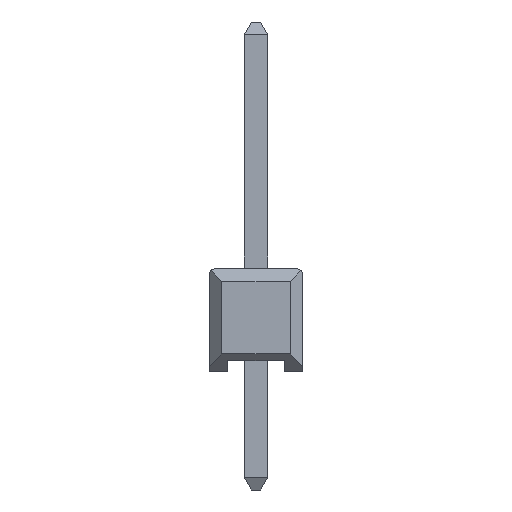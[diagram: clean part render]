
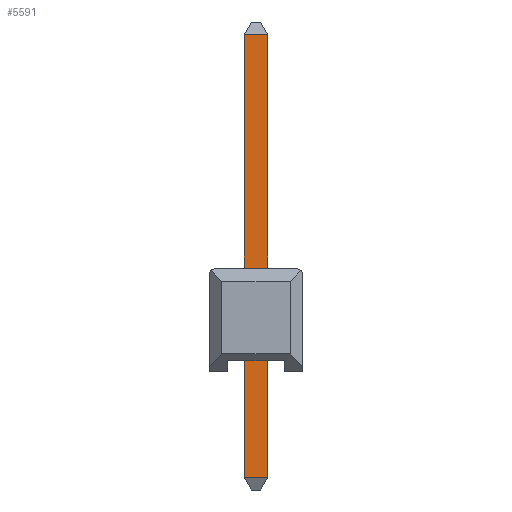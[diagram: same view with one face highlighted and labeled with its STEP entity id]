
A CAD part, front view. The second image highlights one B-rep face of the part: STEP entity #5591.
In plain terms, the highlighted free-form (B-spline) face has degree [1, 1] with [2, 2] control points.
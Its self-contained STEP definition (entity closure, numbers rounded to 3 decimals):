
#4853 = B_SPLINE_SURFACE_WITH_KNOTS('',1,1,(
    (#4854,#4855)
    ,(#4856,#4857
    )),.UNSPECIFIED.,.F.,.F.,.F.,(2,2),(2,2),(0.01,
    0.4),(-0.64,-0.01),.PIECEWISE_BEZIER_KNOTS.);
#4854 = CARTESIAN_POINT('',(0.315,-25.525,-3.2)
  );
#4855 = CARTESIAN_POINT('',(-0.315,-25.525,-3.2)
  );
#4856 = CARTESIAN_POINT('',(0.315,-25.715,-2.86)
  );
#4857 = CARTESIAN_POINT('',(-0.315,-25.715,-2.86)
  );
#4891 = VERTEX_POINT('',#4892);
#4892 = CARTESIAN_POINT('',(-0.315,-25.715,-2.86)
  );
#4929 = B_SPLINE_SURFACE_WITH_KNOTS('',1,1,(
    (#4930,#4931)
    ,(#4932,#4933
    )),.UNSPECIFIED.,.F.,.F.,.F.,(2,2),(2,2),(-9.358,
    0.093),(-0.64,0.01),
  .PIECEWISE_BEZIER_KNOTS.);
#4930 = CARTESIAN_POINT('',(-0.315,-25.075,9.326)
  );
#4931 = CARTESIAN_POINT('',(-0.315,-25.725,9.326)
  );
#4932 = CARTESIAN_POINT('',(-0.315,-25.075,-2.981)
  );
#4933 = CARTESIAN_POINT('',(-0.315,-25.725,-2.981));
#5147 = VERTEX_POINT('',#5148);
#5148 = CARTESIAN_POINT('',(0.315,-25.715,-2.86)
  );
#5183 = B_SPLINE_SURFACE_WITH_KNOTS('',1,1,(
    (#5184,#5185)
    ,(#5186,#5187
    )),.UNSPECIFIED.,.F.,.F.,.F.,(2,2),(2,2),(-0.64,0.01),(
    -9.358,0.093),.PIECEWISE_BEZIER_KNOTS.);
#5184 = CARTESIAN_POINT('',(0.315,-25.075,9.326));
#5185 = CARTESIAN_POINT('',(0.315,-25.075,-2.981)
  );
#5186 = CARTESIAN_POINT('',(0.315,-25.725,9.326));
#5187 = CARTESIAN_POINT('',(0.315,-25.725,-2.981));
#5218 = EDGE_CURVE('',#5147,#4891,#5219,.T.);
#5219 = SURFACE_CURVE('',#5220,(#5223,#5229),.PCURVE_S1.);
#5220 = B_SPLINE_CURVE_WITH_KNOTS('',1,(#5221,#5222),.UNSPECIFIED.,.F.,
  .F.,(2,2),(-9.896,-9.266),.PIECEWISE_BEZIER_KNOTS.);
#5221 = CARTESIAN_POINT('',(0.315,-25.715,-2.86)
  );
#5222 = CARTESIAN_POINT('',(-0.315,-25.715,-2.86)
  );
#5223 = PCURVE('',#4853,#5224);
#5224 = DEFINITIONAL_REPRESENTATION('',(#5225),#5228);
#5225 = B_SPLINE_CURVE_WITH_KNOTS('',1,(#5226,#5227),.UNSPECIFIED.,.F.,
  .F.,(2,2),(-9.896,-9.266),.PIECEWISE_BEZIER_KNOTS.);
#5226 = CARTESIAN_POINT('',(0.4,-0.64));
#5227 = CARTESIAN_POINT('',(0.4,-0.01));
#5228 = ( GEOMETRIC_REPRESENTATION_CONTEXT(2) 
PARAMETRIC_REPRESENTATION_CONTEXT() REPRESENTATION_CONTEXT('2D SPACE',''
  ) );
#5229 = PCURVE('',#5230,#5235);
#5230 = B_SPLINE_SURFACE_WITH_KNOTS('',1,1,(
    (#5231,#5232)
    ,(#5233,#5234
    )),.UNSPECIFIED.,.F.,.F.,.F.,(2,2),(2,2),(0.121,
    12.136),(-0.64,-0.01),.PIECEWISE_BEZIER_KNOTS.);
#5231 = CARTESIAN_POINT('',(0.315,-25.715,-2.86)
  );
#5232 = CARTESIAN_POINT('',(-0.315,-25.715,-2.86)
  );
#5233 = CARTESIAN_POINT('',(0.315,-25.715,9.156));
#5234 = CARTESIAN_POINT('',(-0.315,-25.715,9.156)
  );
#5235 = DEFINITIONAL_REPRESENTATION('',(#5236),#5239);
#5236 = B_SPLINE_CURVE_WITH_KNOTS('',1,(#5237,#5238),.UNSPECIFIED.,.F.,
  .F.,(2,2),(-9.896,-9.266),.PIECEWISE_BEZIER_KNOTS.);
#5237 = CARTESIAN_POINT('',(0.121,-0.64));
#5238 = CARTESIAN_POINT('',(0.121,-0.01));
#5239 = ( GEOMETRIC_REPRESENTATION_CONTEXT(2) 
PARAMETRIC_REPRESENTATION_CONTEXT() REPRESENTATION_CONTEXT('2D SPACE',''
  ) );
#5351 = VERTEX_POINT('',#5352);
#5352 = CARTESIAN_POINT('',(0.315,-25.715,9.156));
#5364 = B_SPLINE_SURFACE_WITH_KNOTS('',1,1,(
    (#5365,#5366)
    ,(#5367,#5368
    )),.UNSPECIFIED.,.F.,.F.,.F.,(2,2),(2,2),(-0.399,
    -0.01),(-0.64,-0.01),.PIECEWISE_BEZIER_KNOTS.);
#5365 = CARTESIAN_POINT('',(0.315,-25.715,9.156));
#5366 = CARTESIAN_POINT('',(-0.315,-25.715,9.156)
  );
#5367 = CARTESIAN_POINT('',(0.315,-25.525,9.496));
#5368 = CARTESIAN_POINT('',(-0.315,-25.525,9.496)
  );
#5438 = VERTEX_POINT('',#5439);
#5439 = CARTESIAN_POINT('',(-0.315,-25.715,9.156)
  );
#5457 = EDGE_CURVE('',#5438,#5351,#5458,.T.);
#5458 = SURFACE_CURVE('',#5459,(#5462,#5468),.PCURVE_S1.);
#5459 = B_SPLINE_CURVE_WITH_KNOTS('',1,(#5460,#5461),.UNSPECIFIED.,.F.,
  .F.,(2,2),(-19.791,-19.161),.PIECEWISE_BEZIER_KNOTS.);
#5460 = CARTESIAN_POINT('',(-0.315,-25.715,9.156)
  );
#5461 = CARTESIAN_POINT('',(0.315,-25.715,9.156));
#5462 = PCURVE('',#5364,#5463);
#5463 = DEFINITIONAL_REPRESENTATION('',(#5464),#5467);
#5464 = B_SPLINE_CURVE_WITH_KNOTS('',1,(#5465,#5466),.UNSPECIFIED.,.F.,
  .F.,(2,2),(-19.791,-19.161),.PIECEWISE_BEZIER_KNOTS.);
#5465 = CARTESIAN_POINT('',(-0.399,-0.01));
#5466 = CARTESIAN_POINT('',(-0.399,-0.64));
#5467 = ( GEOMETRIC_REPRESENTATION_CONTEXT(2) 
PARAMETRIC_REPRESENTATION_CONTEXT() REPRESENTATION_CONTEXT('2D SPACE',''
  ) );
#5468 = PCURVE('',#5230,#5469);
#5469 = DEFINITIONAL_REPRESENTATION('',(#5470),#5473);
#5470 = B_SPLINE_CURVE_WITH_KNOTS('',1,(#5471,#5472),.UNSPECIFIED.,.F.,
  .F.,(2,2),(-19.791,-19.161),.PIECEWISE_BEZIER_KNOTS.);
#5471 = CARTESIAN_POINT('',(12.136,-0.01));
#5472 = CARTESIAN_POINT('',(12.136,-0.64));
#5473 = ( GEOMETRIC_REPRESENTATION_CONTEXT(2) 
PARAMETRIC_REPRESENTATION_CONTEXT() REPRESENTATION_CONTEXT('2D SPACE',''
  ) );
#5571 = EDGE_CURVE('',#5351,#5147,#5572,.T.);
#5572 = SURFACE_CURVE('',#5573,(#5576,#5583),.PCURVE_S1.);
#5573 = B_SPLINE_CURVE_WITH_KNOTS('',1,(#5574,#5575),.UNSPECIFIED.,.F.,
  .F.,(2,2),(-19.123,-9.896),.PIECEWISE_BEZIER_KNOTS.);
#5574 = CARTESIAN_POINT('',(0.315,-25.715,9.156));
#5575 = CARTESIAN_POINT('',(0.315,-25.715,-2.86)
  );
#5576 = PCURVE('',#5183,#5577);
#5577 = DEFINITIONAL_REPRESENTATION('',(#5578),#5582);
#5578 = B_SPLINE_CURVE_WITH_KNOTS('',2,(#5579,#5580,#5581),
  .UNSPECIFIED.,.F.,.F.,(3,3),(-19.123,-9.896),
  .PIECEWISE_BEZIER_KNOTS.);
#5579 = CARTESIAN_POINT('',(0.,-9.227));
#5580 = CARTESIAN_POINT('',(0.,-4.614));
#5581 = CARTESIAN_POINT('',(0.,0.));
#5582 = ( GEOMETRIC_REPRESENTATION_CONTEXT(2) 
PARAMETRIC_REPRESENTATION_CONTEXT() REPRESENTATION_CONTEXT('2D SPACE',''
  ) );
#5583 = PCURVE('',#5230,#5584);
#5584 = DEFINITIONAL_REPRESENTATION('',(#5585),#5588);
#5585 = B_SPLINE_CURVE_WITH_KNOTS('',1,(#5586,#5587),.UNSPECIFIED.,.F.,
  .F.,(2,2),(-19.123,-9.896),.PIECEWISE_BEZIER_KNOTS.);
#5586 = CARTESIAN_POINT('',(12.136,-0.64));
#5587 = CARTESIAN_POINT('',(0.121,-0.64));
#5588 = ( GEOMETRIC_REPRESENTATION_CONTEXT(2) 
PARAMETRIC_REPRESENTATION_CONTEXT() REPRESENTATION_CONTEXT('2D SPACE',''
  ) );
#5591 = ADVANCED_FACE('',(#5592),#5230,.T.);
#5592 = FACE_BOUND('',#5593,.T.);
#5593 = EDGE_LOOP('',(#5594,#5613,#5614,#5615));
#5594 = ORIENTED_EDGE('',*,*,#5595,.T.);
#5595 = EDGE_CURVE('',#5438,#4891,#5596,.T.);
#5596 = SURFACE_CURVE('',#5597,(#5600,#5606),.PCURVE_S1.);
#5597 = B_SPLINE_CURVE_WITH_KNOTS('',1,(#5598,#5599),.UNSPECIFIED.,.F.,
  .F.,(2,2),(0.038,9.266),
  .PIECEWISE_BEZIER_KNOTS.);
#5598 = CARTESIAN_POINT('',(-0.315,-25.715,9.156)
  );
#5599 = CARTESIAN_POINT('',(-0.315,-25.715,-2.86)
  );
#5600 = PCURVE('',#5230,#5601);
#5601 = DEFINITIONAL_REPRESENTATION('',(#5602),#5605);
#5602 = B_SPLINE_CURVE_WITH_KNOTS('',1,(#5603,#5604),.UNSPECIFIED.,.F.,
  .F.,(2,2),(0.038,9.266),
  .PIECEWISE_BEZIER_KNOTS.);
#5603 = CARTESIAN_POINT('',(12.136,-0.01));
#5604 = CARTESIAN_POINT('',(0.121,-0.01));
#5605 = ( GEOMETRIC_REPRESENTATION_CONTEXT(2) 
PARAMETRIC_REPRESENTATION_CONTEXT() REPRESENTATION_CONTEXT('2D SPACE',''
  ) );
#5606 = PCURVE('',#4929,#5607);
#5607 = DEFINITIONAL_REPRESENTATION('',(#5608),#5612);
#5608 = B_SPLINE_CURVE_WITH_KNOTS('',2,(#5609,#5610,#5611),
  .UNSPECIFIED.,.F.,.F.,(3,3),(0.038,9.266),
  .PIECEWISE_BEZIER_KNOTS.);
#5609 = CARTESIAN_POINT('',(-9.227,0.));
#5610 = CARTESIAN_POINT('',(-4.614,0.));
#5611 = CARTESIAN_POINT('',(0.,0.));
#5612 = ( GEOMETRIC_REPRESENTATION_CONTEXT(2) 
PARAMETRIC_REPRESENTATION_CONTEXT() REPRESENTATION_CONTEXT('2D SPACE',''
  ) );
#5613 = ORIENTED_EDGE('',*,*,#5218,.F.);
#5614 = ORIENTED_EDGE('',*,*,#5571,.F.);
#5615 = ORIENTED_EDGE('',*,*,#5457,.F.);
